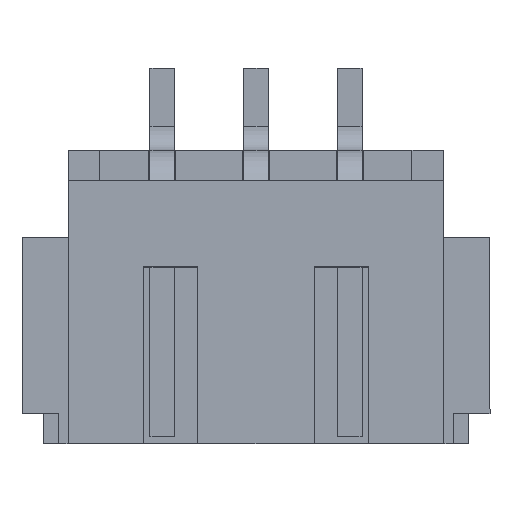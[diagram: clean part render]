
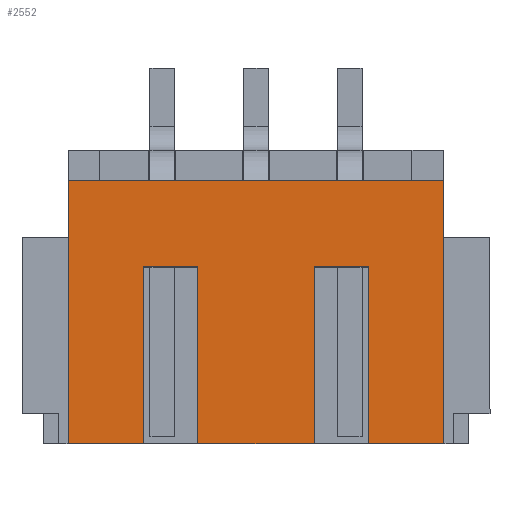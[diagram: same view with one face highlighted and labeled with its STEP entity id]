
A CAD part, top view. The second image highlights one B-rep face of the part: STEP entity #2552.
In plain terms, the highlighted planar face has unit normal (0, 0, 1).
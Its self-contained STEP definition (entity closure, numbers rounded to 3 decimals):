
#83=FACE_OUTER_BOUND('',#218,.T.);
#218=EDGE_LOOP('',(#1786,#1787,#1788,#1789,#1790,#1791,#1792,#1793,#1794,
#1795,#1796,#1797));
#358=LINE('',#3565,#698);
#373=LINE('',#3596,#713);
#400=LINE('',#3659,#740);
#428=LINE('',#3733,#768);
#429=LINE('',#3735,#769);
#430=LINE('',#3737,#770);
#431=LINE('',#3739,#771);
#432=LINE('',#3740,#772);
#433=LINE('',#3742,#773);
#434=LINE('',#3744,#774);
#435=LINE('',#3746,#775);
#436=LINE('',#3747,#776);
#698=VECTOR('',#2895,1000.);
#713=VECTOR('',#2918,1000.);
#740=VECTOR('',#2963,1000.);
#768=VECTOR('',#3029,1000.);
#769=VECTOR('',#3030,1000.);
#770=VECTOR('',#3031,1000.);
#771=VECTOR('',#3032,1000.);
#772=VECTOR('',#3033,1000.);
#773=VECTOR('',#3034,1000.);
#774=VECTOR('',#3035,1000.);
#775=VECTOR('',#3036,1000.);
#776=VECTOR('',#3037,1000.);
#1038=VERTEX_POINT('',#3562);
#1039=VERTEX_POINT('',#3564);
#1051=VERTEX_POINT('',#3594);
#1069=VERTEX_POINT('',#3639);
#1104=VERTEX_POINT('',#3731);
#1105=VERTEX_POINT('',#3732);
#1106=VERTEX_POINT('',#3734);
#1107=VERTEX_POINT('',#3736);
#1108=VERTEX_POINT('',#3738);
#1109=VERTEX_POINT('',#3741);
#1110=VERTEX_POINT('',#3743);
#1111=VERTEX_POINT('',#3745);
#1286=EDGE_CURVE('',#1038,#1039,#358,.T.);
#1301=EDGE_CURVE('',#1038,#1051,#373,.T.);
#1333=EDGE_CURVE('',#1039,#1069,#400,.T.);
#1369=EDGE_CURVE('',#1104,#1105,#428,.T.);
#1370=EDGE_CURVE('',#1106,#1105,#429,.T.);
#1371=EDGE_CURVE('',#1107,#1106,#430,.T.);
#1372=EDGE_CURVE('',#1108,#1107,#431,.T.);
#1373=EDGE_CURVE('',#1108,#1069,#432,.T.);
#1374=EDGE_CURVE('',#1051,#1109,#433,.T.);
#1375=EDGE_CURVE('',#1110,#1109,#434,.T.);
#1376=EDGE_CURVE('',#1111,#1110,#435,.T.);
#1377=EDGE_CURVE('',#1104,#1111,#436,.T.);
#1786=ORIENTED_EDGE('',*,*,#1369,.T.);
#1787=ORIENTED_EDGE('',*,*,#1370,.F.);
#1788=ORIENTED_EDGE('',*,*,#1371,.F.);
#1789=ORIENTED_EDGE('',*,*,#1372,.F.);
#1790=ORIENTED_EDGE('',*,*,#1373,.T.);
#1791=ORIENTED_EDGE('',*,*,#1333,.F.);
#1792=ORIENTED_EDGE('',*,*,#1286,.F.);
#1793=ORIENTED_EDGE('',*,*,#1301,.T.);
#1794=ORIENTED_EDGE('',*,*,#1374,.T.);
#1795=ORIENTED_EDGE('',*,*,#1375,.F.);
#1796=ORIENTED_EDGE('',*,*,#1376,.F.);
#1797=ORIENTED_EDGE('',*,*,#1377,.F.);
#2358=PLANE('',#2719);
#2552=ADVANCED_FACE('',(#83),#2358,.F.);
#2719=AXIS2_PLACEMENT_3D('',#3730,#3027,#3028);
#2895=DIRECTION('',(1.,0.,0.));
#2918=DIRECTION('',(0.,-1.,0.));
#2963=DIRECTION('',(0.,-1.,0.));
#3027=DIRECTION('center_axis',(0.,0.,
-1.));
#3028=DIRECTION('ref_axis',(1.,0.,0.));
#3029=DIRECTION('',(1.,0.,0.));
#3030=DIRECTION('',(0.,-1.,0.));
#3031=DIRECTION('',(-1.,0.,0.));
#3032=DIRECTION('',(0.,1.,0.));
#3033=DIRECTION('',(1.,0.,0.));
#3034=DIRECTION('',(1.,0.,0.));
#3035=DIRECTION('',(0.,-1.,0.));
#3036=DIRECTION('',(-1.,0.,0.));
#3037=DIRECTION('',(0.,1.,0.));
#3562=CARTESIAN_POINT('',(-5.,3.5,6.));
#3564=CARTESIAN_POINT('',(5.,3.5,6.));
#3565=CARTESIAN_POINT('',(-6.225,3.5,6.));
#3594=CARTESIAN_POINT('',(-5.,-3.5,6.));
#3596=CARTESIAN_POINT('',(-5.,4.3,6.));
#3639=CARTESIAN_POINT('',(5.,-3.5,6.));
#3659=CARTESIAN_POINT('',(5.,4.3,6.));
#3730=CARTESIAN_POINT('Origin',(-6.225,3.5,6.));
#3731=CARTESIAN_POINT('',(-1.55,-3.5,6.));
#3732=CARTESIAN_POINT('',(1.55,-3.5,6.));
#3733=CARTESIAN_POINT('',(-6.225,-3.5,6.));
#3734=CARTESIAN_POINT('',(1.55,1.2,6.));
#3735=CARTESIAN_POINT('',(1.55,-3.5,6.));
#3736=CARTESIAN_POINT('',(3.,1.2,6.));
#3737=CARTESIAN_POINT('',(1.55,1.2,6.));
#3738=CARTESIAN_POINT('',(3.,-3.5,6.));
#3739=CARTESIAN_POINT('',(3.,-3.5,6.));
#3740=CARTESIAN_POINT('',(-6.225,-3.5,6.));
#3741=CARTESIAN_POINT('',(-3.,-3.5,6.));
#3742=CARTESIAN_POINT('',(-6.225,-3.5,6.));
#3743=CARTESIAN_POINT('',(-3.,1.2,6.));
#3744=CARTESIAN_POINT('',(-3.,-3.5,6.));
#3745=CARTESIAN_POINT('',(-1.55,1.2,6.));
#3746=CARTESIAN_POINT('',(-1.55,1.2,6.));
#3747=CARTESIAN_POINT('',(-1.55,-3.5,6.));
